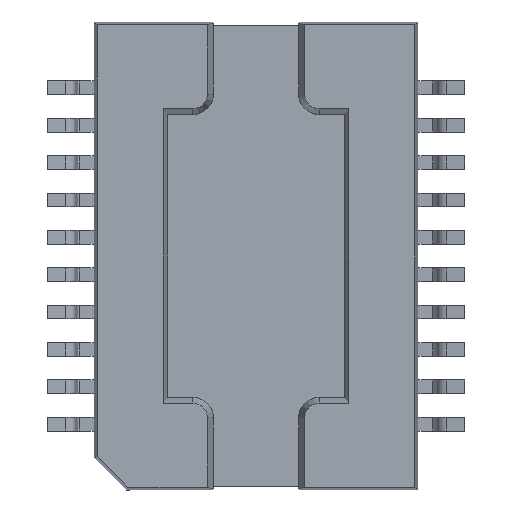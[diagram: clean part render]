
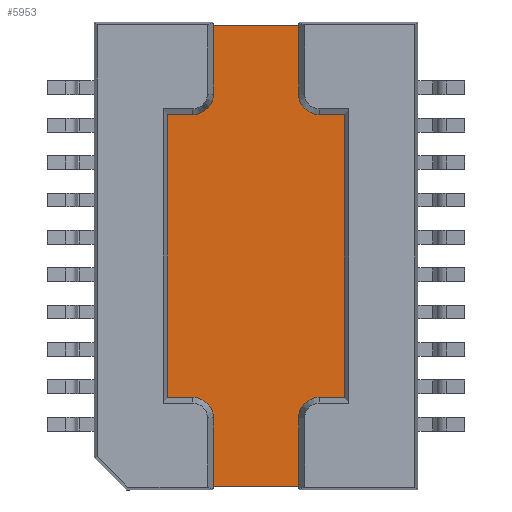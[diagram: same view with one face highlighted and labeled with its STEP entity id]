
A CAD part, front view. The second image highlights one B-rep face of the part: STEP entity #5953.
In plain terms, the highlighted planar face has unit normal (0, -1, 0).
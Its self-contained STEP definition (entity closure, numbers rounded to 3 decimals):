
#119 = LINE ( 'NONE', #10193, #7884 ) ;
#160 = AXIS2_PLACEMENT_3D ( 'NONE', #2202, #7312, #1359 ) ;
#298 = EDGE_CURVE ( 'NONE', #5509, #8434, #1924, .T. ) ;
#378 = VECTOR ( 'NONE', #8655, 1000. ) ;
#409 = ORIENTED_EDGE ( 'NONE', *, *, #7612, .T. ) ;
#481 = ORIENTED_EDGE ( 'NONE', *, *, #298, .T. ) ;
#511 = VECTOR ( 'NONE', #5920, 1000. ) ;
#639 = EDGE_CURVE ( 'NONE', #793, #9665, #811, .T. ) ;
#793 = VERTEX_POINT ( 'NONE', #9614 ) ;
#811 = LINE ( 'NONE', #4208, #9019 ) ;
#942 = AXIS2_PLACEMENT_3D ( 'NONE', #5130, #5191, #4248 ) ;
#1359 = DIRECTION ( 'NONE',  ( 1., 0., 0. ) ) ;
#1423 = EDGE_CURVE ( 'NONE', #8434, #9911, #10362, .T. ) ;
#1451 = VERTEX_POINT ( 'NONE', #3531 ) ;
#1465 = AXIS2_PLACEMENT_3D ( 'NONE', #7183, #10590, #2914 ) ;
#1513 = VECTOR ( 'NONE', #10983, 1000. ) ;
#1618 = DIRECTION ( 'NONE',  ( 1., 0., 0. ) ) ;
#1627 = LINE ( 'NONE', #1731, #1513 ) ;
#1691 = CARTESIAN_POINT ( 'NONE',  ( 3., 0., 4.8 ) ) ;
#1731 = CARTESIAN_POINT ( 'NONE',  ( 0., 0., 4.8 ) ) ;
#1924 = LINE ( 'NONE', #7774, #378 ) ;
#1925 = AXIS2_PLACEMENT_3D ( 'NONE', #2798, #7073, #2857 ) ;
#2172 = CIRCLE ( 'NONE', #1465, 0.7 ) ;
#2202 = CARTESIAN_POINT ( 'NONE',  ( 0., 0., 0. ) ) ;
#2399 = DIRECTION ( 'NONE',  ( -1., 0., 0. ) ) ;
#2533 = CARTESIAN_POINT ( 'NONE',  ( -1.45, 0., 0. ) ) ;
#2552 = LINE ( 'NONE', #10068, #3558 ) ;
#2584 = EDGE_CURVE ( 'NONE', #1451, #7999, #119, .T. ) ;
#2660 = EDGE_CURVE ( 'NONE', #1451, #5509, #10971, .T. ) ;
#2764 = ORIENTED_EDGE ( 'NONE', *, *, #3742, .T. ) ;
#2798 = CARTESIAN_POINT ( 'NONE',  ( -2.15, 0., 5.5 ) ) ;
#2857 = DIRECTION ( 'NONE',  ( 1., 0., 0. ) ) ;
#2914 = DIRECTION ( 'NONE',  ( 1., 0., 0. ) ) ;
#2949 = VERTEX_POINT ( 'NONE', #6881 ) ;
#3124 = ORIENTED_EDGE ( 'NONE', *, *, #2660, .T. ) ;
#3182 = LINE ( 'NONE', #6501, #8711 ) ;
#3309 = DIRECTION ( 'NONE',  ( 1., 0., 0. ) ) ;
#3355 = CARTESIAN_POINT ( 'NONE',  ( 0., 0., -7.84 ) ) ;
#3531 = CARTESIAN_POINT ( 'NONE',  ( -1.45, 0., -7.84 ) ) ;
#3558 = VECTOR ( 'NONE', #4937, 1000. ) ;
#3573 = EDGE_CURVE ( 'NONE', #3880, #9095, #1627, .T. ) ;
#3742 = EDGE_CURVE ( 'NONE', #9095, #793, #10629, .T. ) ;
#3840 = EDGE_CURVE ( 'NONE', #8762, #7435, #3182, .T. ) ;
#3880 = VERTEX_POINT ( 'NONE', #7398 ) ;
#3907 = CARTESIAN_POINT ( 'NONE',  ( -3., 0., 0. ) ) ;
#3937 = DIRECTION ( 'NONE',  ( 1., 0., 0. ) ) ;
#4071 = LINE ( 'NONE', #10801, #6789 ) ;
#4139 = DIRECTION ( 'NONE',  ( 0., 1., 0. ) ) ;
#4168 = CARTESIAN_POINT ( 'NONE',  ( 1.45, 0., -7.84 ) ) ;
#4208 = CARTESIAN_POINT ( 'NONE',  ( 0., 0., -4.8 ) ) ;
#4248 = DIRECTION ( 'NONE',  ( 1., 0., 0. ) ) ;
#4366 = CARTESIAN_POINT ( 'NONE',  ( 1.45, 0., 7.84 ) ) ;
#4481 = ORIENTED_EDGE ( 'NONE', *, *, #2584, .F. ) ;
#4544 = ORIENTED_EDGE ( 'NONE', *, *, #10975, .T. ) ;
#4777 = CARTESIAN_POINT ( 'NONE',  ( -1.45, 0., -5.5 ) ) ;
#4937 = DIRECTION ( 'NONE',  ( 0., 0., 1. ) ) ;
#4950 = ORIENTED_EDGE ( 'NONE', *, *, #7504, .T. ) ;
#5037 = CARTESIAN_POINT ( 'NONE',  ( -1.45, 0., 5.5 ) ) ;
#5079 = ORIENTED_EDGE ( 'NONE', *, *, #1423, .T. ) ;
#5130 = CARTESIAN_POINT ( 'NONE',  ( 2.15, 0., -5.5 ) ) ;
#5191 = DIRECTION ( 'NONE',  ( 0., 1., 0. ) ) ;
#5377 = LINE ( 'NONE', #5542, #6350 ) ;
#5509 = VERTEX_POINT ( 'NONE', #4168 ) ;
#5542 = CARTESIAN_POINT ( 'NONE',  ( 0., 0., -4.8 ) ) ;
#5696 = CARTESIAN_POINT ( 'NONE',  ( -3., 0., 4.8 ) ) ;
#5904 = CARTESIAN_POINT ( 'NONE',  ( 2.15, 0., 4.8 ) ) ;
#5920 = DIRECTION ( 'NONE',  ( 0., 0., -1. ) ) ;
#5953 = ADVANCED_FACE ( 'NONE', ( #7478 ), #6471, .T. ) ;
#5956 = CARTESIAN_POINT ( 'NONE',  ( -2.15, 0., -5.5 ) ) ;
#6147 = ORIENTED_EDGE ( 'NONE', *, *, #3573, .T. ) ;
#6172 = VERTEX_POINT ( 'NONE', #10937 ) ;
#6350 = VECTOR ( 'NONE', #3937, 1000. ) ;
#6401 = ORIENTED_EDGE ( 'NONE', *, *, #10239, .F. ) ;
#6471 = PLANE ( 'NONE',  #160 ) ;
#6501 = CARTESIAN_POINT ( 'NONE',  ( 1.45, 0., 0. ) ) ;
#6551 = DIRECTION ( 'NONE',  ( 0., 0., 1. ) ) ;
#6637 = EDGE_CURVE ( 'NONE', #8691, #7914, #4071, .T. ) ;
#6789 = VECTOR ( 'NONE', #2399, 1000. ) ;
#6843 = DIRECTION ( 'NONE',  ( 0., 0., 1. ) ) ;
#6866 = DIRECTION ( 'NONE',  ( 1., 0., 0. ) ) ;
#6881 = CARTESIAN_POINT ( 'NONE',  ( 3., 0., -4.8 ) ) ;
#6908 = ORIENTED_EDGE ( 'NONE', *, *, #8124, .T. ) ;
#6916 = LINE ( 'NONE', #2533, #511 ) ;
#7071 = CIRCLE ( 'NONE', #1925, 0.7 ) ;
#7073 = DIRECTION ( 'NONE',  ( 0., 1., 0. ) ) ;
#7174 = EDGE_CURVE ( 'NONE', #9911, #2949, #5377, .T. ) ;
#7183 = CARTESIAN_POINT ( 'NONE',  ( 2.15, 0., 5.5 ) ) ;
#7290 = ORIENTED_EDGE ( 'NONE', *, *, #639, .T. ) ;
#7312 = DIRECTION ( 'NONE',  ( 0., -1., 0. ) ) ;
#7398 = CARTESIAN_POINT ( 'NONE',  ( -2.15, 0., 4.8 ) ) ;
#7435 = VERTEX_POINT ( 'NONE', #4366 ) ;
#7478 = FACE_OUTER_BOUND ( 'NONE', #7534, .T. ) ;
#7483 = AXIS2_PLACEMENT_3D ( 'NONE', #5956, #4139, #3309 ) ;
#7504 = EDGE_CURVE ( 'NONE', #6172, #8545, #6916, .T. ) ;
#7534 = EDGE_LOOP ( 'NONE', ( #4481, #3124, #481, #5079, #10461, #6908, #8099, #4544, #11021, #6401, #4950, #409, #6147, #2764, #7290, #10982 ) ) ;
#7612 = EDGE_CURVE ( 'NONE', #8545, #3880, #7071, .T. ) ;
#7665 = CIRCLE ( 'NONE', #7483, 0.7 ) ;
#7774 = CARTESIAN_POINT ( 'NONE',  ( 1.45, 0., 0. ) ) ;
#7884 = VECTOR ( 'NONE', #6843, 1000. ) ;
#7914 = VERTEX_POINT ( 'NONE', #5904 ) ;
#7999 = VERTEX_POINT ( 'NONE', #4777 ) ;
#8099 = ORIENTED_EDGE ( 'NONE', *, *, #6637, .T. ) ;
#8124 = EDGE_CURVE ( 'NONE', #2949, #8691, #2552, .T. ) ;
#8240 = VECTOR ( 'NONE', #9517, 1000. ) ;
#8362 = VECTOR ( 'NONE', #1618, 1000. ) ;
#8434 = VERTEX_POINT ( 'NONE', #8992 ) ;
#8545 = VERTEX_POINT ( 'NONE', #5037 ) ;
#8563 = CARTESIAN_POINT ( 'NONE',  ( -2.15, 0., -4.8 ) ) ;
#8655 = DIRECTION ( 'NONE',  ( 0., 0., 1. ) ) ;
#8691 = VERTEX_POINT ( 'NONE', #1691 ) ;
#8711 = VECTOR ( 'NONE', #6551, 1000. ) ;
#8762 = VERTEX_POINT ( 'NONE', #10429 ) ;
#8895 = DIRECTION ( 'NONE',  ( 0., 0., -1. ) ) ;
#8992 = CARTESIAN_POINT ( 'NONE',  ( 1.45, 0., -5.5 ) ) ;
#9019 = VECTOR ( 'NONE', #6866, 1000. ) ;
#9095 = VERTEX_POINT ( 'NONE', #5696 ) ;
#9243 = CARTESIAN_POINT ( 'NONE',  ( 0., 0., 7.84 ) ) ;
#9331 = VECTOR ( 'NONE', #8895, 1000. ) ;
#9517 = DIRECTION ( 'NONE',  ( 1., 0., 0. ) ) ;
#9614 = CARTESIAN_POINT ( 'NONE',  ( -3., 0., -4.8 ) ) ;
#9665 = VERTEX_POINT ( 'NONE', #8563 ) ;
#9911 = VERTEX_POINT ( 'NONE', #10682 ) ;
#10068 = CARTESIAN_POINT ( 'NONE',  ( 3., 0., 0. ) ) ;
#10193 = CARTESIAN_POINT ( 'NONE',  ( -1.45, 0., 0. ) ) ;
#10203 = EDGE_CURVE ( 'NONE', #9665, #7999, #7665, .T. ) ;
#10239 = EDGE_CURVE ( 'NONE', #6172, #7435, #10251, .T. ) ;
#10251 = LINE ( 'NONE', #9243, #8362 ) ;
#10362 = CIRCLE ( 'NONE', #942, 0.7 ) ;
#10429 = CARTESIAN_POINT ( 'NONE',  ( 1.45, 0., 5.5 ) ) ;
#10461 = ORIENTED_EDGE ( 'NONE', *, *, #7174, .T. ) ;
#10590 = DIRECTION ( 'NONE',  ( 0., 1., 0. ) ) ;
#10629 = LINE ( 'NONE', #3907, #9331 ) ;
#10682 = CARTESIAN_POINT ( 'NONE',  ( 2.15, 0., -4.8 ) ) ;
#10801 = CARTESIAN_POINT ( 'NONE',  ( 0., 0., 4.8 ) ) ;
#10937 = CARTESIAN_POINT ( 'NONE',  ( -1.45, 0., 7.84 ) ) ;
#10971 = LINE ( 'NONE', #3355, #8240 ) ;
#10975 = EDGE_CURVE ( 'NONE', #7914, #8762, #2172, .T. ) ;
#10982 = ORIENTED_EDGE ( 'NONE', *, *, #10203, .T. ) ;
#10983 = DIRECTION ( 'NONE',  ( -1., 0., 0. ) ) ;
#11021 = ORIENTED_EDGE ( 'NONE', *, *, #3840, .T. ) ;
